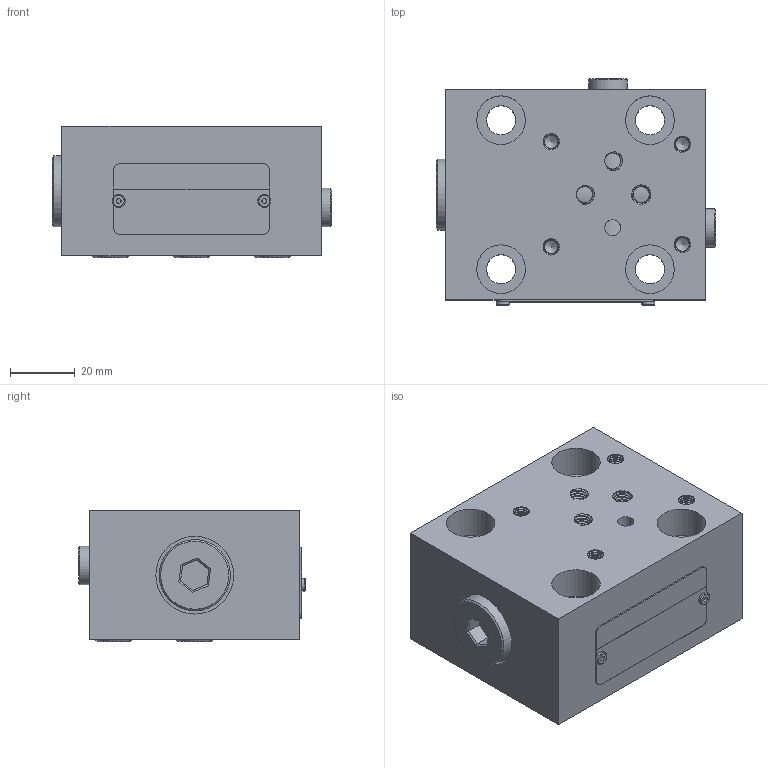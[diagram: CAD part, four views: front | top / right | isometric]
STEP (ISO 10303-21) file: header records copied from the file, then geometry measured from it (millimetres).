
FILE_DESCRIPTION(/* description */ (''),/* implementation_level */ '2;1');
FILE_NAME(/* name */ 'LFA16KWA(B)控制盖板.prt.stp',/* time_stamp */ '2022-03-30T18:52:03+08:00',/* author */ (''),/* organization */ (''),/* preprocessor_version */ 'ST-DEVELOPER v16.7',/* originating_system */ 'SIEMENS PLM Software NX 12.0',/* authorisation */ '');
FILE_SCHEMA (('AUTOMOTIVE_DESIGN { 1 0 10303 214 3 1 1 1 }'));
Products named in the file (1): LFA16KWA(B)控制盖板
Bounding box: 86.3 x 69.9 x 40.48 mm (x, y, z)
Volume: 195520.4 mm3; surface area: 37879.2 mm2
Topology: 14 solids, 15 shells, 305 faces, 732 edges, 474 vertices
Faces by surface type: cylinder 155, plane 96, cone 25, bspline 24, torus 5
Full cylindrical faces by diameter (mm): 1.5 x2, 1.8 x8, 3 x1, 4 x4, 4.2 x60, 5 x11, 6.4 x4, 9 x4, 10 x4, 11.2 x3, 11.9 x2, 12.5 x1, 13 x2, 14.5 x7, 15 x4, 19 x2, 22 x1, 24 x1
Entity records: 34258 total; most frequent: CARTESIAN_POINT 29701, DIRECTION 848, ORIENTED_EDGE 786, EDGE_CURVE 393, AXIS2_PLACEMENT_3D 362, EDGE_LOOP 353, VERTEX_POINT 298, FACE_BOUND 245
